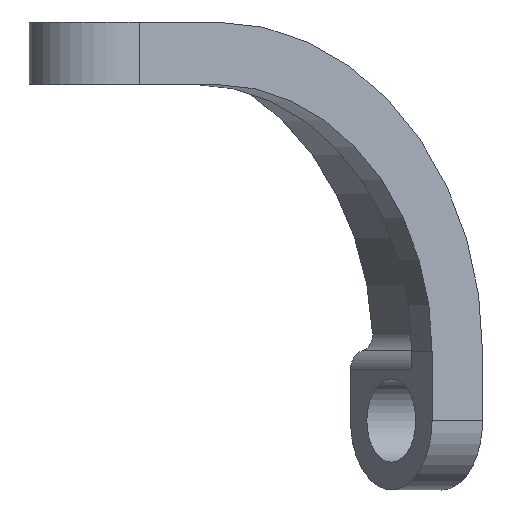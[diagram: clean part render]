
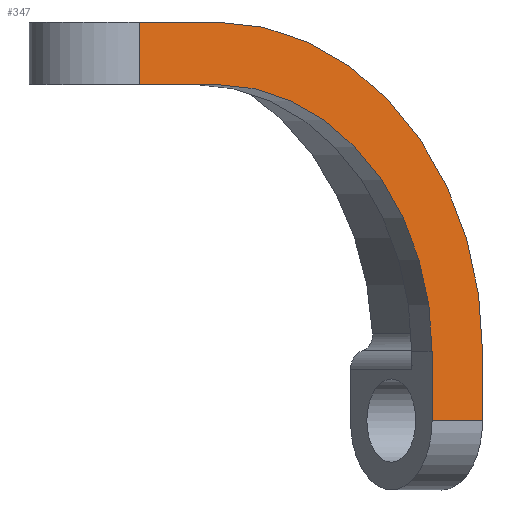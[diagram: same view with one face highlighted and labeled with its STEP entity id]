
A CAD part, top view. The second image highlights one B-rep face of the part: STEP entity #347.
In plain terms, the highlighted planar face has unit normal (0.588, 0, 0.809).
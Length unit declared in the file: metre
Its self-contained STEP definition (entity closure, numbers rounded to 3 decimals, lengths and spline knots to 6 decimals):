
#17=PLANE('',#391);
#29=CIRCLE('',#386,0.0237);
#32=CIRCLE('',#392,0.0192);
#86=ORIENTED_EDGE('',*,*,#170,.T.);
#87=ORIENTED_EDGE('',*,*,#140,.T.);
#88=ORIENTED_EDGE('',*,*,#176,.T.);
#89=ORIENTED_EDGE('',*,*,#177,.F.);
#90=ORIENTED_EDGE('',*,*,#159,.F.);
#91=ORIENTED_EDGE('',*,*,#144,.T.);
#92=ORIENTED_EDGE('',*,*,#162,.F.);
#93=ORIENTED_EDGE('',*,*,#167,.T.);
#140=EDGE_CURVE('',#189,#190,#223,.F.);
#144=EDGE_CURVE('',#193,#194,#225,.T.);
#159=EDGE_CURVE('',#193,#207,#235,.T.);
#162=EDGE_CURVE('',#209,#194,#237,.T.);
#167=EDGE_CURVE('',#209,#212,#29,.T.);
#170=EDGE_CURVE('',#212,#189,#242,.T.);
#176=EDGE_CURVE('',#190,#218,#247,.T.);
#177=EDGE_CURVE('',#207,#218,#32,.T.);
#189=VERTEX_POINT('',#525);
#190=VERTEX_POINT('',#526);
#193=VERTEX_POINT('',#534);
#194=VERTEX_POINT('',#535);
#207=VERTEX_POINT('',#566);
#209=VERTEX_POINT('',#572);
#212=VERTEX_POINT('',#580);
#218=VERTEX_POINT('',#597);
#223=LINE('',#524,#250);
#225=LINE('',#533,#252);
#235=LINE('',#565,#262);
#237=LINE('',#571,#264);
#242=LINE('',#586,#269);
#247=LINE('',#598,#274);
#250=VECTOR('',#415,1.);
#252=VECTOR('',#423,1.);
#262=VECTOR('',#449,1.);
#264=VECTOR('',#455,1.);
#269=VECTOR('',#470,1.);
#274=VECTOR('',#479,1.);
#290=EDGE_LOOP('',(#86,#87,#88,#89,#90,#91,#92,#93));
#315=FACE_BOUND('',#290,.T.);
#347=ADVANCED_FACE('',(#315),#17,.T.);
#386=AXIS2_PLACEMENT_3D('',#581,#463,#464);
#391=AXIS2_PLACEMENT_3D('',#599,#480,#481);
#392=AXIS2_PLACEMENT_3D('',#600,#482,#483);
#415=DIRECTION('',(0.,1.,0.));
#423=DIRECTION('',(0.809,0.,-0.588));
#449=DIRECTION('',(0.,1.,0.));
#455=DIRECTION('',(0.,-1.,0.));
#463=DIRECTION('',(0.588,0.,0.809));
#464=DIRECTION('',(0.809,0.,-0.588));
#470=DIRECTION('',(-0.809,0.,0.588));
#479=DIRECTION('',(0.809,0.,-0.588));
#480=DIRECTION('',(0.588,0.,0.809));
#481=DIRECTION('',(0.809,0.,-0.588));
#482=DIRECTION('',(0.588,0.,0.809));
#483=DIRECTION('',(0.809,0.,-0.588));
#524=CARTESIAN_POINT('',(0.002939,0.0287,0.083841));
#525=CARTESIAN_POINT('',(0.002939,0.0287,0.083841));
#526=CARTESIAN_POINT('',(0.002939,0.0242,0.083841));
#533=CARTESIAN_POINT('',(0.013287,0.,0.076323));
#534=CARTESIAN_POINT('',(0.02404,0.,0.068511));
#535=CARTESIAN_POINT('',(0.02768,0.,0.065866));
#565=CARTESIAN_POINT('',(0.02404,0.,0.068511));
#566=CARTESIAN_POINT('',(0.02404,0.005,0.068511));
#571=CARTESIAN_POINT('',(0.02768,0.,0.065866));
#572=CARTESIAN_POINT('',(0.02768,0.005,0.065866));
#580=CARTESIAN_POINT('',(0.008507,0.0287,0.079796));
#581=CARTESIAN_POINT('',(0.008507,0.005,0.079796));
#586=CARTESIAN_POINT('',(0.007745,0.0287,0.080349));
#597=CARTESIAN_POINT('',(0.008507,0.0242,0.079796));
#598=CARTESIAN_POINT('',(0.002939,0.0242,0.083841));
#599=CARTESIAN_POINT('',(0.013287,0.01185,0.076323));
#600=CARTESIAN_POINT('',(0.008507,0.005,0.079796));
